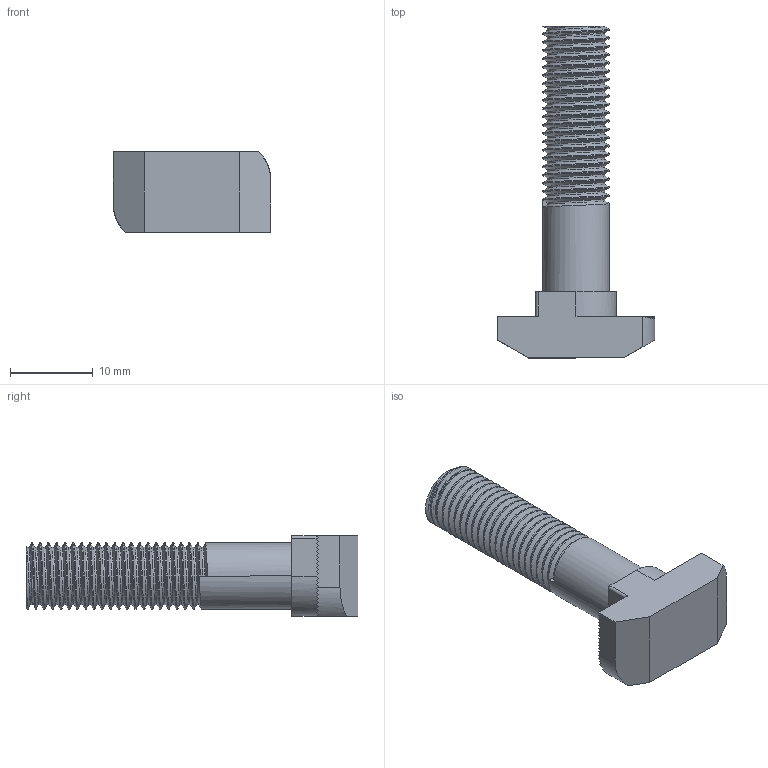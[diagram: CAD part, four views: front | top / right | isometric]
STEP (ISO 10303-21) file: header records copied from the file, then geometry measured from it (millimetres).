
FILE_DESCRIPTION (( 'STEP AP203' ), '1' );
FILE_NAME ('084.301.064.STEP', '2018-03-16T07:57:07', ( '' ), ( '' ), 'SwSTEP 2.0', 'SolidWorks 2016', '' );
FILE_SCHEMA (( 'CONFIG_CONTROL_DESIGN' ));
Length unit declared in the file: millimetre
Products named in the file (1): 084.301.064
Bounding box: 19 x 40 x 9.7 mm (x, y, z)
Volume: 2524.7 mm3; surface area: 1814.2 mm2
Topology: 1 solids, 1 shells, 145 faces, 422 edges, 280 vertices
Faces by surface type: plane 92, cylinder 50, bspline 3
Entity records: 8037 total; most frequent: CARTESIAN_POINT 4627, ORIENTED_EDGE 844, DIRECTION 548, EDGE_CURVE 422, VERTEX_POINT 280, LINE 248, VECTOR 248, AXIS2_PLACEMENT_3D 150
